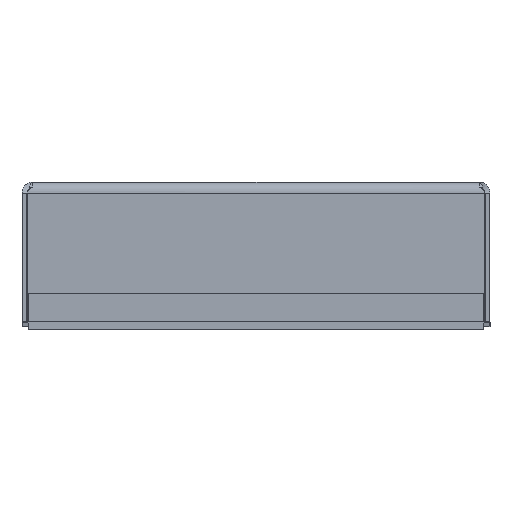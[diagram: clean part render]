
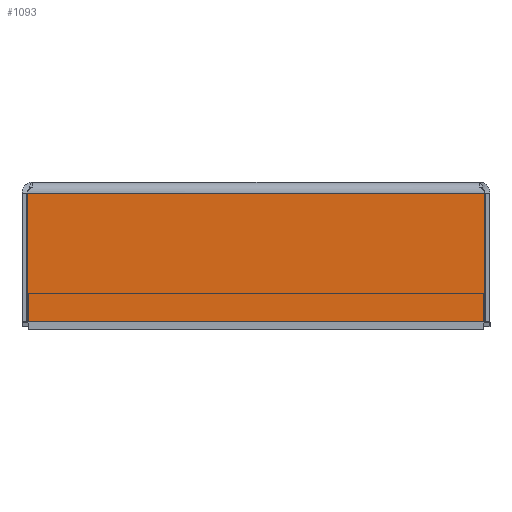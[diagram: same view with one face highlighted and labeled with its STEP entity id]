
A CAD part, front view. The second image highlights one B-rep face of the part: STEP entity #1093.
In plain terms, the highlighted planar face has unit normal (0, -1, 0).
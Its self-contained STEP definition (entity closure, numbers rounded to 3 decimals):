
#104=FACE_OUTER_BOUND($,#163,.T.);
#163=EDGE_LOOP($,(#817,#818,#819,#820));
#271=LINE($,#1659,#385);
#281=LINE($,#1695,#395);
#286=LINE($,#1756,#400);
#288=LINE($,#1759,#402);
#385=VECTOR($,#1324,75.329);
#395=VECTOR($,#1338,21.2);
#400=VECTOR($,#1345,21.2);
#402=VECTOR($,#1349,75.329);
#486=VERTEX_POINT($,#1657);
#487=VERTEX_POINT($,#1658);
#497=VERTEX_POINT($,#1694);
#498=VERTEX_POINT($,#1755);
#595=EDGE_CURVE($,#486,#487,#271,.T.);
#607=EDGE_CURVE($,#497,#487,#281,.T.);
#614=EDGE_CURVE($,#486,#498,#286,.T.);
#616=EDGE_CURVE($,#498,#497,#288,.T.);
#817=ORIENTED_EDGE($,*,*,#595,.T.);
#818=ORIENTED_EDGE($,*,*,#607,.F.);
#819=ORIENTED_EDGE($,*,*,#616,.F.);
#820=ORIENTED_EDGE($,*,*,#614,.F.);
#974=PLANE($,#1161);
#1093=ADVANCED_FACE($,(#104),#974,.T.);
#1161=AXIS2_PLACEMENT_3D($,#1761,#1351,#1352);
#1324=DIRECTION($,(-1.,0.,0.));
#1338=DIRECTION($,(0.,0.,1.));
#1345=DIRECTION($,(0.,0.,-1.));
#1349=DIRECTION($,(-1.,0.,0.));
#1351=DIRECTION('center_axis',(0.,-1.,0.));
#1352=DIRECTION('ref_axis',(0.,0.,1.));
#1657=CARTESIAN_POINT('',(37.665,-126.8,19.5));
#1658=CARTESIAN_POINT('',(-37.665,-126.8,19.5));
#1659=CARTESIAN_POINT($,(0.,-126.8,19.5));
#1694=CARTESIAN_POINT('',(-37.665,-126.8,-1.7));
#1695=CARTESIAN_POINT($,(-37.665,-126.8,19.5));
#1755=CARTESIAN_POINT('',(37.665,-126.8,-1.7));
#1756=CARTESIAN_POINT($,(37.665,-126.8,19.5));
#1759=CARTESIAN_POINT($,(37.665,-126.8,-1.7));
#1761=CARTESIAN_POINT('Origin',(0.,-126.8,186.834));
